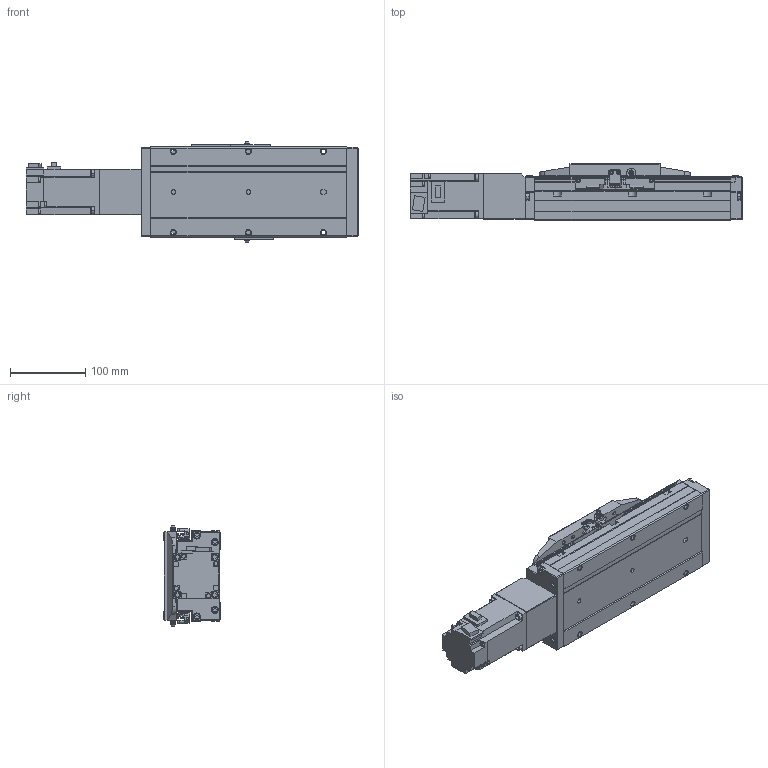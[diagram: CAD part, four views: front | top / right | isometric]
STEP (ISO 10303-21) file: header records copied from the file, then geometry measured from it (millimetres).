
FILE_DESCRIPTION (( 'STEP AP214' ), '1' );
FILE_NAME ('MTU120BC-16XLD-0050-XXXX(2).STEP', '2025-02-26T20:07:09', ( '' ), ( '' ), 'SwSTEP 2.0', 'SolidWorks 2022', '' );
FILE_SCHEMA (( 'AUTOMOTIVE_DESIGN' ));
Length unit declared in the file: millimetre
Products named in the file (11): MTU120BC-16XLD-0050-XXXX(2); MLU120-0050-1; MLU120-0050SENSOR; MLU120-0050SENSORPLATE; MLU120-0050CARRIAGE; MLU120-0050-3; MLU120-0050FANGTOOTH; MLU120-0050MOTOR; MLU120-0050-4; MLU120-0050-2; FANG STICKER
Assembly tree (15 placements, depth 2):
  MTU120BC-16XLD-0050-XXXX(2)
    MLU120-0050-1
    MLU120-0050-2
    MLU120-0050-3
    MLU120-0050MOTOR
    MLU120-0050CARRIAGE
    MLU120-0050-4  x2
    MLU120-0050SENSORPLATE  x3
    MLU120-0050SENSOR  x3
    MLU120-0050FANGTOOTH
    FANG STICKER
Bounding box: 442.3 x 76 x 133.6 mm (x, y, z)
Volume: 2581493.1 mm3; surface area: 289069.5 mm2
Topology: 15 solids, 16 shells, 1613 faces, 4162 edges, 2707 vertices
Faces by surface type: plane 1061, cylinder 412, cone 82, torus 54, sphere 4
Entity records: 41101 total; most frequent: CARTESIAN_POINT 7490, DIRECTION 6900, ORIENTED_EDGE 6824, EDGE_CURVE 3412, VECTOR 2578, LINE 2578, VERTEX_POINT 2219, AXIS2_PLACEMENT_3D 2161
